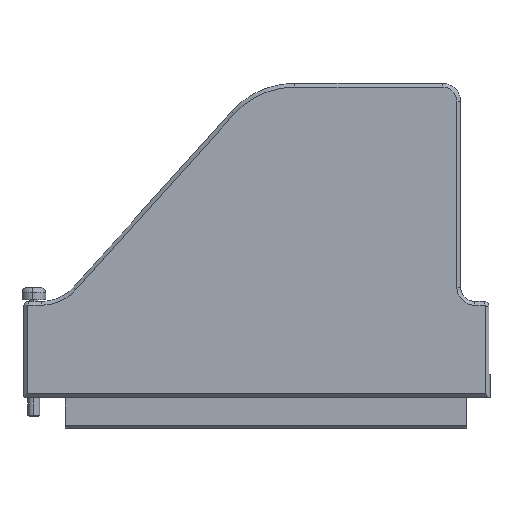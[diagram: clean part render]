
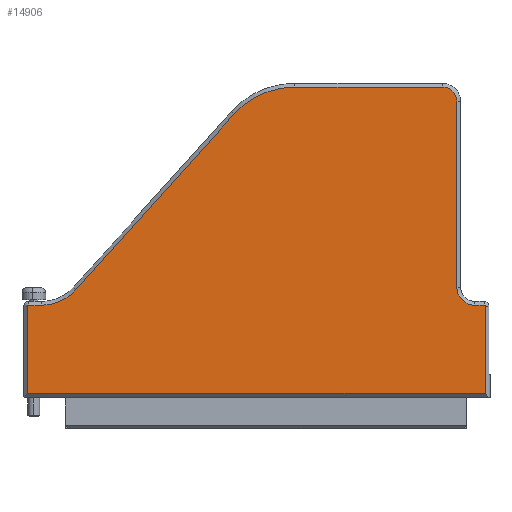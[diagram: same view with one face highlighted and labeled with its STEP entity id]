
A CAD part, top view. The second image highlights one B-rep face of the part: STEP entity #14906.
In plain terms, the highlighted face is planar.
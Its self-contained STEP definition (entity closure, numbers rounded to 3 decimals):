
#1033 = ORIENTED_EDGE ( 'NONE', *, *, #45512, .F. ) ;
#1161 = CARTESIAN_POINT ( 'NONE',  ( -9.8, 70.3, 0. ) ) ;
#1248 = LINE ( 'NONE', #89814, #57043 ) ;
#1992 = CARTESIAN_POINT ( 'NONE',  ( -1., 113.5, 0. ) ) ;
#2317 = AXIS2_PLACEMENT_3D ( 'NONE', #93381, #49605, #6013 ) ;
#3100 = CIRCLE ( 'NONE', #54842, 3.8 ) ;
#3293 = LINE ( 'NONE', #65195, #39705 ) ;
#3745 = CARTESIAN_POINT ( 'NONE',  ( -94.755, 113.504, 0. ) ) ;
#3996 = EDGE_CURVE ( 'NONE', #8182, #74879, #31097, .T. ) ;
#5647 = DIRECTION ( 'NONE',  ( -1., 0., 0. ) ) ;
#6013 = DIRECTION ( 'NONE',  ( -1., 0., 0. ) ) ;
#6256 = AXIS2_PLACEMENT_3D ( 'NONE', #78327, #49254, #5647 ) ;
#6447 = EDGE_CURVE ( 'NONE', #53983, #22248, #3293, .T. ) ;
#8182 = VERTEX_POINT ( 'NONE', #34594 ) ;
#8458 = DIRECTION ( 'NONE',  ( -1., 0., 0. ) ) ;
#8979 = VECTOR ( 'NONE', #19151, 1000. ) ;
#9449 = CARTESIAN_POINT ( 'NONE',  ( -1., 113.5, 0. ) ) ;
#11038 = DIRECTION ( 'NONE',  ( 1., 0., 0. ) ) ;
#12204 = ORIENTED_EDGE ( 'NONE', *, *, #3996, .F. ) ;
#13416 = EDGE_CURVE ( 'NONE', #22248, #75896, #3100, .T. ) ;
#14852 = AXIS2_PLACEMENT_3D ( 'NONE', #84640, #40929, #92015 ) ;
#14906 = ADVANCED_FACE ( 'NONE', ( #18603 ), #85669, .T. ) ;
#15267 = AXIS2_PLACEMENT_3D ( 'NONE', #34744, #85799, #42071 ) ;
#15493 = CIRCLE ( 'NONE', #85797, 3. ) ;
#16750 = DIRECTION ( 'NONE',  ( 1., 0., 0. ) ) ;
#17058 = CIRCLE ( 'NONE', #14852, 17.2 ) ;
#18195 = CARTESIAN_POINT ( 'NONE',  ( -41.132, 67.3, 0. ) ) ;
#18603 = FACE_OUTER_BOUND ( 'NONE', #89446, .T. ) ;
#19151 = DIRECTION ( 'NONE',  ( -1., 0., 0. ) ) ;
#20156 = VERTEX_POINT ( 'NONE', #28984 ) ;
#22248 = VERTEX_POINT ( 'NONE', #67922 ) ;
#23115 = ORIENTED_EDGE ( 'NONE', *, *, #13416, .F. ) ;
#25588 = EDGE_CURVE ( 'NONE', #74879, #20156, #1248, .T. ) ;
#28440 = CARTESIAN_POINT ( 'NONE',  ( -9.8, 67.3, 0. ) ) ;
#28907 = ORIENTED_EDGE ( 'NONE', *, *, #53114, .F. ) ;
#28984 = CARTESIAN_POINT ( 'NONE',  ( -53.914, 72.991, 0. ) ) ;
#29835 = CARTESIAN_POINT ( 'NONE',  ( -0.8, 132.2, 0. ) ) ;
#31097 = CIRCLE ( 'NONE', #15267, 9.8 ) ;
#31422 = DIRECTION ( 'NONE',  ( 0.669, -0.743, 0. ) ) ;
#32875 = CARTESIAN_POINT ( 'NONE',  ( -97.5, 113.504, 0. ) ) ;
#34209 = CARTESIAN_POINT ( 'NONE',  ( -0.8, 113.7, 0. ) ) ;
#34303 = VECTOR ( 'NONE', #72127, 1000. ) ;
#34594 = CARTESIAN_POINT ( 'NONE',  ( -94.755, 113.504, 0. ) ) ;
#34744 = CARTESIAN_POINT ( 'NONE',  ( -94.755, 103.704, 0. ) ) ;
#34884 = CARTESIAN_POINT ( 'NONE',  ( -9.8, 67.3, 0. ) ) ;
#35506 = CARTESIAN_POINT ( 'NONE',  ( -97.7, 132.2, 0. ) ) ;
#36397 = ORIENTED_EDGE ( 'NONE', *, *, #41047, .F. ) ;
#37425 = CARTESIAN_POINT ( 'NONE',  ( -97.5, 113.704, 0. ) ) ;
#37741 = ORIENTED_EDGE ( 'NONE', *, *, #75615, .F. ) ;
#37836 = ORIENTED_EDGE ( 'NONE', *, *, #50674, .F. ) ;
#39705 = VECTOR ( 'NONE', #72512, 1000. ) ;
#40352 = LINE ( 'NONE', #64981, #62078 ) ;
#40929 = DIRECTION ( 'NONE',  ( 0., 0., 1. ) ) ;
#41047 = EDGE_CURVE ( 'NONE', #20156, #44761, #17058, .T. ) ;
#41890 = CARTESIAN_POINT ( 'NONE',  ( -0.8, 133., 0. ) ) ;
#42071 = DIRECTION ( 'NONE',  ( -1., 0., 0. ) ) ;
#42356 = ORIENTED_EDGE ( 'NONE', *, *, #6447, .F. ) ;
#43490 = DIRECTION ( 'NONE',  ( 0., 0., -1. ) ) ;
#43658 = ORIENTED_EDGE ( 'NONE', *, *, #55895, .F. ) ;
#44267 = CIRCLE ( 'NONE', #2317, 0.2 ) ;
#44735 = DIRECTION ( 'NONE',  ( -1., 0., 0. ) ) ;
#44761 = VERTEX_POINT ( 'NONE', #18195 ) ;
#45512 = EDGE_CURVE ( 'NONE', #56123, #76577, #44267, .T. ) ;
#48133 = CARTESIAN_POINT ( 'NONE',  ( -98.5, 132.2, 0. ) ) ;
#49254 = DIRECTION ( 'NONE',  ( 0., 0., -1. ) ) ;
#49605 = DIRECTION ( 'NONE',  ( 0., 0., 1. ) ) ;
#50674 = EDGE_CURVE ( 'NONE', #73919, #67251, #77639, .T. ) ;
#51920 = LINE ( 'NONE', #9449, #56499 ) ;
#52073 = DIRECTION ( 'NONE',  ( 0., 0., 1. ) ) ;
#52126 = ORIENTED_EDGE ( 'NONE', *, *, #94302, .F. ) ;
#52592 = VECTOR ( 'NONE', #78591, 1000. ) ;
#53114 = EDGE_CURVE ( 'NONE', #89465, #53983, #15493, .T. ) ;
#53669 = LINE ( 'NONE', #28440, #34303 ) ;
#53983 = VERTEX_POINT ( 'NONE', #93763 ) ;
#54842 = AXIS2_PLACEMENT_3D ( 'NONE', #87265, #43490, #94576 ) ;
#55895 = EDGE_CURVE ( 'NONE', #44761, #89465, #53669, .T. ) ;
#56123 = VERTEX_POINT ( 'NONE', #1992 ) ;
#56499 = VECTOR ( 'NONE', #16750, 1000. ) ;
#57043 = VECTOR ( 'NONE', #31422, 1000. ) ;
#58988 = EDGE_CURVE ( 'NONE', #93121, #8182, #92299, .T. ) ;
#59629 = CARTESIAN_POINT ( 'NONE',  ( -97.7, 113.704, 0. ) ) ;
#62078 = VECTOR ( 'NONE', #86998, 1000. ) ;
#63088 = EDGE_CURVE ( 'NONE', #65268, #93121, #81309, .T. ) ;
#63529 = CARTESIAN_POINT ( 'NONE',  ( -87.472, 110.262, 0. ) ) ;
#64981 = CARTESIAN_POINT ( 'NONE',  ( -97.7, 113.704, 0. ) ) ;
#65195 = CARTESIAN_POINT ( 'NONE',  ( -6.8, 109.7, 0. ) ) ;
#65268 = VERTEX_POINT ( 'NONE', #59629 ) ;
#66758 = ORIENTED_EDGE ( 'NONE', *, *, #63088, .F. ) ;
#67211 = EDGE_CURVE ( 'NONE', #76577, #73919, #72056, .T. ) ;
#67251 = VERTEX_POINT ( 'NONE', #35506 ) ;
#67922 = CARTESIAN_POINT ( 'NONE',  ( -6.8, 109.7, 0. ) ) ;
#69298 = ORIENTED_EDGE ( 'NONE', *, *, #67211, .F. ) ;
#72056 = LINE ( 'NONE', #41890, #52592 ) ;
#72127 = DIRECTION ( 'NONE',  ( 1., 0., 0. ) ) ;
#72512 = DIRECTION ( 'NONE',  ( 0., 1., 0. ) ) ;
#72875 = VECTOR ( 'NONE', #11038, 1000. ) ;
#73919 = VERTEX_POINT ( 'NONE', #29835 ) ;
#74879 = VERTEX_POINT ( 'NONE', #63529 ) ;
#75615 = EDGE_CURVE ( 'NONE', #67251, #65268, #40352, .T. ) ;
#75896 = VERTEX_POINT ( 'NONE', #83803 ) ;
#76577 = VERTEX_POINT ( 'NONE', #34209 ) ;
#77639 = LINE ( 'NONE', #48133, #8979 ) ;
#78327 = CARTESIAN_POINT ( 'NONE',  ( -49.146, 66.5, 0. ) ) ;
#78591 = DIRECTION ( 'NONE',  ( 0., 1., 0. ) ) ;
#80904 = AXIS2_PLACEMENT_3D ( 'NONE', #37425, #88492, #44735 ) ;
#81309 = CIRCLE ( 'NONE', #80904, 0.2 ) ;
#83001 = ORIENTED_EDGE ( 'NONE', *, *, #58988, .F. ) ;
#83803 = CARTESIAN_POINT ( 'NONE',  ( -3., 113.5, 0. ) ) ;
#84640 = CARTESIAN_POINT ( 'NONE',  ( -41.132, 84.5, 0. ) ) ;
#85669 = PLANE ( 'NONE',  #6256 ) ;
#85797 = AXIS2_PLACEMENT_3D ( 'NONE', #1161, #52073, #8458 ) ;
#85799 = DIRECTION ( 'NONE',  ( 0., 0., -1. ) ) ;
#86998 = DIRECTION ( 'NONE',  ( 0., -1., 0. ) ) ;
#87265 = CARTESIAN_POINT ( 'NONE',  ( -3., 109.7, 0. ) ) ;
#88492 = DIRECTION ( 'NONE',  ( 0., 0., 1. ) ) ;
#89446 = EDGE_LOOP ( 'NONE', ( #36397, #94330, #12204, #83001, #66758, #37741, #37836, #69298, #1033, #52126, #23115, #42356, #28907, #43658 ) ) ;
#89465 = VERTEX_POINT ( 'NONE', #34884 ) ;
#89814 = CARTESIAN_POINT ( 'NONE',  ( -53.914, 72.991, 0. ) ) ;
#92015 = DIRECTION ( 'NONE',  ( -1., 0., 0. ) ) ;
#92299 = LINE ( 'NONE', #3745, #72875 ) ;
#93121 = VERTEX_POINT ( 'NONE', #32875 ) ;
#93381 = CARTESIAN_POINT ( 'NONE',  ( -1., 113.7, 0. ) ) ;
#93763 = CARTESIAN_POINT ( 'NONE',  ( -6.8, 70.3, 0. ) ) ;
#94302 = EDGE_CURVE ( 'NONE', #75896, #56123, #51920, .T. ) ;
#94330 = ORIENTED_EDGE ( 'NONE', *, *, #25588, .F. ) ;
#94576 = DIRECTION ( 'NONE',  ( -1., 0., 0. ) ) ;
